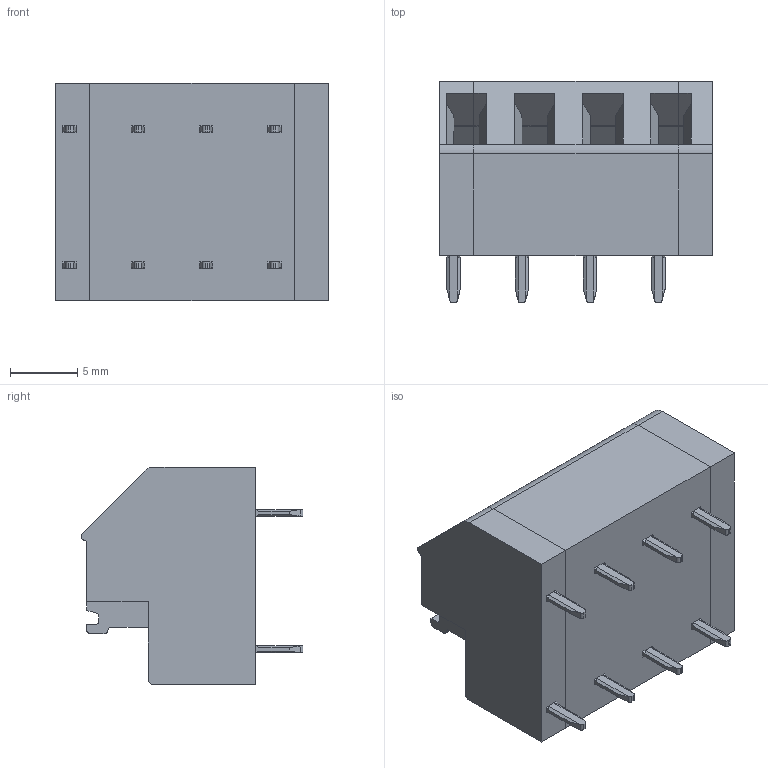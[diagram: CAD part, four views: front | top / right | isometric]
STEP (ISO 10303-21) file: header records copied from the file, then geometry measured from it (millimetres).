
FILE_DESCRIPTION( ( 'Unknown' ), '1' );
FILE_NAME( '691415520004.stp', 'Unknown', ( 'Unknown' ), ( 'Unknown' ), 'PSStep 18.0.17', 'Unknown', ' ' );
FILE_SCHEMA( ( 'AUTOMOTIVE_DESIGN { 1 0 10303 214 1 1 1 1 }' ) );
Length unit declared in the file: millimetre
Products named in the file (4): Assem1; CTL5.08_SX; CTL5.08_DX; 691415520004
Assembly tree (3 placements, depth 2):
  Assem1
    CTL5.08_SX
    CTL5.08_DX
    691415520004
Bounding box: 20.32 x 16.5 x 16.2 mm (x, y, z)
Volume: 3116.1 mm3; surface area: 2797.3 mm2
Topology: 3 solids, 3 shells, 429 faces, 1177 edges, 766 vertices
Faces by surface type: plane 342, cylinder 87
Entity records: 17159 total; most frequent: CARTESIAN_POINT 2616, ORIENTED_EDGE 2354, DIRECTION 2205, EDGE_CURVE 1177, LINE 1007, VECTOR 1007, VERTEX_POINT 766, AXIS2_PLACEMENT_3D 599
